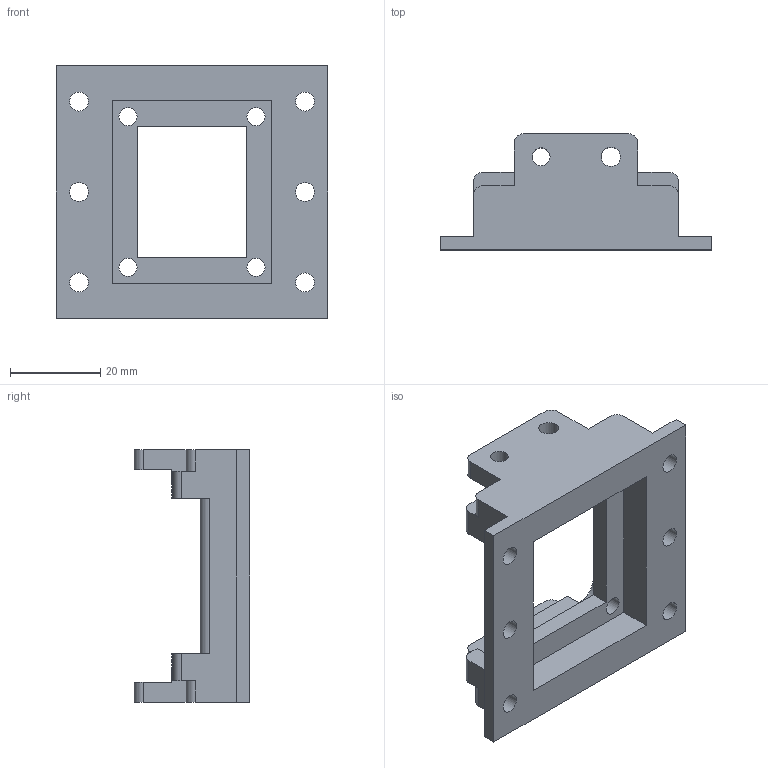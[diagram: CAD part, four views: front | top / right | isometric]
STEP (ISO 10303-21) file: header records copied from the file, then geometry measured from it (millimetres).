
FILE_DESCRIPTION(/* description */ (''),/* implementation_level */ '2;1');
FILE_NAME(/* name */ 'kraken_mount.stp',/* time_stamp */ '2014-02-14T17:51:56-06:00',/* author */ ('stephen'),/* organization */ (''),/* preprocessor_version */ 'ST-DEVELOPER v15.2',/* originating_system */ 'Autodesk Inventor 2014',/* authorisation */ '');
FILE_SCHEMA (('AUTOMOTIVE_DESIGN { 1 0 10303 214 3 1 1 }'));
Length unit declared in the file: millimetre
Products named in the file (1): kraken_mount
Bounding box: 60 x 25.65 x 55.88 mm (x, y, z)
Volume: 23808.5 mm3; surface area: 11818.7 mm2
Topology: 1 solids, 1 shells, 79 faces, 228 edges, 152 vertices
Faces by surface type: plane 47, cylinder 32
Full cylindrical faces by diameter (mm): 3.934 x2, 4 x4, 4.2 x6, 4.3 x2
Entity records: 2621 total; most frequent: CARTESIAN_POINT 446, DIRECTION 442, ORIENTED_EDGE 428, EDGE_CURVE 214, VERTEX_POINT 152, AXIS2_PLACEMENT_3D 148, LINE 146, VECTOR 146
